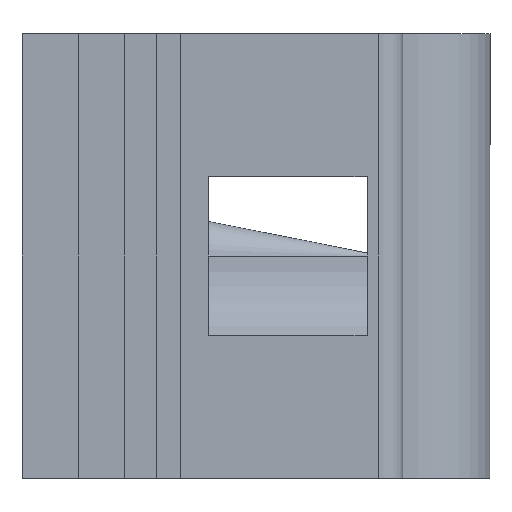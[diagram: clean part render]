
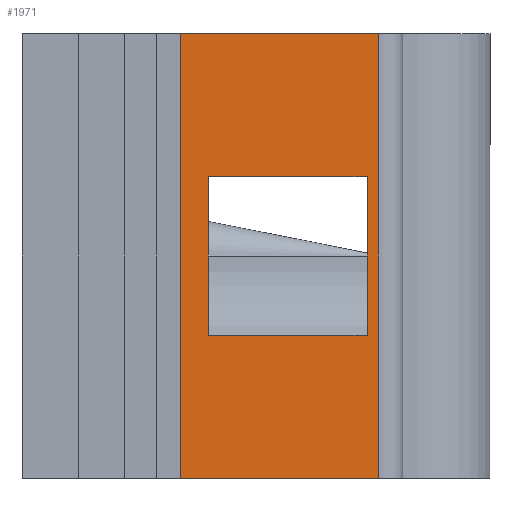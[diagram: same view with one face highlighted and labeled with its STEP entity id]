
A CAD part, front view. The second image highlights one B-rep face of the part: STEP entity #1971.
In plain terms, the highlighted planar face has unit normal (0, -1, 0).
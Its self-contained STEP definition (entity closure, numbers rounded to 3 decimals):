
#32 = PLANE('',#33);
#33 = AXIS2_PLACEMENT_3D('',#34,#35,#36);
#34 = CARTESIAN_POINT('',(-17.51,10.472,
    0.));
#35 = DIRECTION('',(0.,0.,-1.));
#36 = DIRECTION('',(-1.,0.,0.));
#202 = VERTEX_POINT('',#203);
#203 = CARTESIAN_POINT('',(-3.,-22.5,0.));
#218 = CYLINDRICAL_SURFACE('',#219,3.);
#219 = AXIS2_PLACEMENT_3D('',#220,#221,#222);
#220 = CARTESIAN_POINT('',(-3.,-19.5,0.));
#221 = DIRECTION('',(0.,0.,1.));
#222 = DIRECTION('',(1.,0.,0.));
#230 = EDGE_CURVE('',#202,#231,#233,.T.);
#231 = VERTEX_POINT('',#232);
#232 = CARTESIAN_POINT('',(-28.,-22.5,0.));
#233 = SURFACE_CURVE('',#234,(#238,#245),.PCURVE_S1.);
#234 = LINE('',#235,#236);
#235 = CARTESIAN_POINT('',(0.,-22.5,0.)
  );
#236 = VECTOR('',#237,1.);
#237 = DIRECTION('',(-1.,0.,0.));
#238 = PCURVE('',#32,#239);
#239 = DEFINITIONAL_REPRESENTATION('',(#240),#244);
#240 = LINE('',#241,#242);
#241 = CARTESIAN_POINT('',(-17.51,-32.972));
#242 = VECTOR('',#243,1.);
#243 = DIRECTION('',(1.,0.));
#244 = ( GEOMETRIC_REPRESENTATION_CONTEXT(2) 
PARAMETRIC_REPRESENTATION_CONTEXT() REPRESENTATION_CONTEXT('2D SPACE',''
  ) );
#245 = PCURVE('',#246,#251);
#246 = PLANE('',#247);
#247 = AXIS2_PLACEMENT_3D('',#248,#249,#250);
#248 = CARTESIAN_POINT('',(0.,-22.5,0.)
  );
#249 = DIRECTION('',(0.,-1.,0.));
#250 = DIRECTION('',(-1.,0.,0.));
#251 = DEFINITIONAL_REPRESENTATION('',(#252),#256);
#252 = LINE('',#253,#254);
#253 = CARTESIAN_POINT('',(0.,0.));
#254 = VECTOR('',#255,1.);
#255 = DIRECTION('',(1.,0.));
#256 = ( GEOMETRIC_REPRESENTATION_CONTEXT(2) 
PARAMETRIC_REPRESENTATION_CONTEXT() REPRESENTATION_CONTEXT('2D SPACE',''
  ) );
#274 = PLANE('',#275);
#275 = AXIS2_PLACEMENT_3D('',#276,#277,#278);
#276 = CARTESIAN_POINT('',(-28.,-22.5,0.));
#277 = DIRECTION('',(-1.,0.,0.));
#278 = DIRECTION('',(0.,1.,0.));
#961 = PLANE('',#962);
#962 = AXIS2_PLACEMENT_3D('',#963,#964,#965);
#963 = CARTESIAN_POINT('',(-17.51,10.472,56.));
#964 = DIRECTION('',(0.,0.,-1.));
#965 = DIRECTION('',(-1.,0.,0.));
#1877 = EDGE_CURVE('',#202,#1878,#1880,.T.);
#1878 = VERTEX_POINT('',#1879);
#1879 = CARTESIAN_POINT('',(-3.,-22.5,56.));
#1880 = SURFACE_CURVE('',#1881,(#1885,#1892),.PCURVE_S1.);
#1881 = LINE('',#1882,#1883);
#1882 = CARTESIAN_POINT('',(-3.,-22.5,0.));
#1883 = VECTOR('',#1884,1.);
#1884 = DIRECTION('',(0.,0.,1.));
#1885 = PCURVE('',#218,#1886);
#1886 = DEFINITIONAL_REPRESENTATION('',(#1887),#1891);
#1887 = LINE('',#1888,#1889);
#1888 = CARTESIAN_POINT('',(-1.571,0.));
#1889 = VECTOR('',#1890,1.);
#1890 = DIRECTION('',(-0.,1.));
#1891 = ( GEOMETRIC_REPRESENTATION_CONTEXT(2) 
PARAMETRIC_REPRESENTATION_CONTEXT() REPRESENTATION_CONTEXT('2D SPACE',''
  ) );
#1892 = PCURVE('',#246,#1893);
#1893 = DEFINITIONAL_REPRESENTATION('',(#1894),#1898);
#1894 = LINE('',#1895,#1896);
#1895 = CARTESIAN_POINT('',(3.,0.));
#1896 = VECTOR('',#1897,1.);
#1897 = DIRECTION('',(0.,-1.));
#1898 = ( GEOMETRIC_REPRESENTATION_CONTEXT(2) 
PARAMETRIC_REPRESENTATION_CONTEXT() REPRESENTATION_CONTEXT('2D SPACE',''
  ) );
#1971 = ADVANCED_FACE('',(#1972,#2020),#246,.T.);
#1972 = FACE_BOUND('',#1973,.T.);
#1973 = EDGE_LOOP('',(#1974,#1975,#1976,#1999));
#1974 = ORIENTED_EDGE('',*,*,#230,.F.);
#1975 = ORIENTED_EDGE('',*,*,#1877,.T.);
#1976 = ORIENTED_EDGE('',*,*,#1977,.T.);
#1977 = EDGE_CURVE('',#1878,#1978,#1980,.T.);
#1978 = VERTEX_POINT('',#1979);
#1979 = CARTESIAN_POINT('',(-28.,-22.5,56.));
#1980 = SURFACE_CURVE('',#1981,(#1985,#1992),.PCURVE_S1.);
#1981 = LINE('',#1982,#1983);
#1982 = CARTESIAN_POINT('',(0.,-22.5,56.));
#1983 = VECTOR('',#1984,1.);
#1984 = DIRECTION('',(-1.,0.,0.));
#1985 = PCURVE('',#246,#1986);
#1986 = DEFINITIONAL_REPRESENTATION('',(#1987),#1991);
#1987 = LINE('',#1988,#1989);
#1988 = CARTESIAN_POINT('',(0.,-56.));
#1989 = VECTOR('',#1990,1.);
#1990 = DIRECTION('',(1.,0.));
#1991 = ( GEOMETRIC_REPRESENTATION_CONTEXT(2) 
PARAMETRIC_REPRESENTATION_CONTEXT() REPRESENTATION_CONTEXT('2D SPACE',''
  ) );
#1992 = PCURVE('',#961,#1993);
#1993 = DEFINITIONAL_REPRESENTATION('',(#1994),#1998);
#1994 = LINE('',#1995,#1996);
#1995 = CARTESIAN_POINT('',(-17.51,-32.972));
#1996 = VECTOR('',#1997,1.);
#1997 = DIRECTION('',(1.,0.));
#1998 = ( GEOMETRIC_REPRESENTATION_CONTEXT(2) 
PARAMETRIC_REPRESENTATION_CONTEXT() REPRESENTATION_CONTEXT('2D SPACE',''
  ) );
#1999 = ORIENTED_EDGE('',*,*,#2000,.F.);
#2000 = EDGE_CURVE('',#231,#1978,#2001,.T.);
#2001 = SURFACE_CURVE('',#2002,(#2006,#2013),.PCURVE_S1.);
#2002 = LINE('',#2003,#2004);
#2003 = CARTESIAN_POINT('',(-28.,-22.5,0.));
#2004 = VECTOR('',#2005,1.);
#2005 = DIRECTION('',(0.,0.,1.));
#2006 = PCURVE('',#246,#2007);
#2007 = DEFINITIONAL_REPRESENTATION('',(#2008),#2012);
#2008 = LINE('',#2009,#2010);
#2009 = CARTESIAN_POINT('',(28.,0.));
#2010 = VECTOR('',#2011,1.);
#2011 = DIRECTION('',(0.,-1.));
#2012 = ( GEOMETRIC_REPRESENTATION_CONTEXT(2) 
PARAMETRIC_REPRESENTATION_CONTEXT() REPRESENTATION_CONTEXT('2D SPACE',''
  ) );
#2013 = PCURVE('',#274,#2014);
#2014 = DEFINITIONAL_REPRESENTATION('',(#2015),#2019);
#2015 = LINE('',#2016,#2017);
#2016 = CARTESIAN_POINT('',(0.,0.));
#2017 = VECTOR('',#2018,1.);
#2018 = DIRECTION('',(0.,-1.));
#2019 = ( GEOMETRIC_REPRESENTATION_CONTEXT(2) 
PARAMETRIC_REPRESENTATION_CONTEXT() REPRESENTATION_CONTEXT('2D SPACE',''
  ) );
#2020 = FACE_BOUND('',#2021,.T.);
#2021 = EDGE_LOOP('',(#2022,#2052,#2080,#2108));
#2022 = ORIENTED_EDGE('',*,*,#2023,.T.);
#2023 = EDGE_CURVE('',#2024,#2026,#2028,.T.);
#2024 = VERTEX_POINT('',#2025);
#2025 = CARTESIAN_POINT('',(-24.5,-22.5,18.));
#2026 = VERTEX_POINT('',#2027);
#2027 = CARTESIAN_POINT('',(-24.5,-22.5,38.));
#2028 = SURFACE_CURVE('',#2029,(#2033,#2040),.PCURVE_S1.);
#2029 = LINE('',#2030,#2031);
#2030 = CARTESIAN_POINT('',(-24.5,-22.5,9.));
#2031 = VECTOR('',#2032,1.);
#2032 = DIRECTION('',(0.,0.,1.));
#2033 = PCURVE('',#246,#2034);
#2034 = DEFINITIONAL_REPRESENTATION('',(#2035),#2039);
#2035 = LINE('',#2036,#2037);
#2036 = CARTESIAN_POINT('',(24.5,-9.));
#2037 = VECTOR('',#2038,1.);
#2038 = DIRECTION('',(0.,-1.));
#2039 = ( GEOMETRIC_REPRESENTATION_CONTEXT(2) 
PARAMETRIC_REPRESENTATION_CONTEXT() REPRESENTATION_CONTEXT('2D SPACE',''
  ) );
#2040 = PCURVE('',#2041,#2046);
#2041 = PLANE('',#2042);
#2042 = AXIS2_PLACEMENT_3D('',#2043,#2044,#2045);
#2043 = CARTESIAN_POINT('',(-24.5,-23.,18.));
#2044 = DIRECTION('',(1.,0.,0.));
#2045 = DIRECTION('',(0.,0.,1.));
#2046 = DEFINITIONAL_REPRESENTATION('',(#2047),#2051);
#2047 = LINE('',#2048,#2049);
#2048 = CARTESIAN_POINT('',(-9.,-0.5));
#2049 = VECTOR('',#2050,1.);
#2050 = DIRECTION('',(1.,0.));
#2051 = ( GEOMETRIC_REPRESENTATION_CONTEXT(2) 
PARAMETRIC_REPRESENTATION_CONTEXT() REPRESENTATION_CONTEXT('2D SPACE',''
  ) );
#2052 = ORIENTED_EDGE('',*,*,#2053,.T.);
#2053 = EDGE_CURVE('',#2026,#2054,#2056,.T.);
#2054 = VERTEX_POINT('',#2055);
#2055 = CARTESIAN_POINT('',(-4.5,-22.5,38.));
#2056 = SURFACE_CURVE('',#2057,(#2061,#2068),.PCURVE_S1.);
#2057 = LINE('',#2058,#2059);
#2058 = CARTESIAN_POINT('',(-12.25,-22.5,38.));
#2059 = VECTOR('',#2060,1.);
#2060 = DIRECTION('',(1.,0.,0.));
#2061 = PCURVE('',#246,#2062);
#2062 = DEFINITIONAL_REPRESENTATION('',(#2063),#2067);
#2063 = LINE('',#2064,#2065);
#2064 = CARTESIAN_POINT('',(12.25,-38.));
#2065 = VECTOR('',#2066,1.);
#2066 = DIRECTION('',(-1.,0.));
#2067 = ( GEOMETRIC_REPRESENTATION_CONTEXT(2) 
PARAMETRIC_REPRESENTATION_CONTEXT() REPRESENTATION_CONTEXT('2D SPACE',''
  ) );
#2068 = PCURVE('',#2069,#2074);
#2069 = PLANE('',#2070);
#2070 = AXIS2_PLACEMENT_3D('',#2071,#2072,#2073);
#2071 = CARTESIAN_POINT('',(-24.5,-23.,38.));
#2072 = DIRECTION('',(0.,0.,-1.));
#2073 = DIRECTION('',(1.,0.,0.));
#2074 = DEFINITIONAL_REPRESENTATION('',(#2075),#2079);
#2075 = LINE('',#2076,#2077);
#2076 = CARTESIAN_POINT('',(12.25,-0.5));
#2077 = VECTOR('',#2078,1.);
#2078 = DIRECTION('',(1.,0.));
#2079 = ( GEOMETRIC_REPRESENTATION_CONTEXT(2) 
PARAMETRIC_REPRESENTATION_CONTEXT() REPRESENTATION_CONTEXT('2D SPACE',''
  ) );
#2080 = ORIENTED_EDGE('',*,*,#2081,.T.);
#2081 = EDGE_CURVE('',#2054,#2082,#2084,.T.);
#2082 = VERTEX_POINT('',#2083);
#2083 = CARTESIAN_POINT('',(-4.5,-22.5,18.));
#2084 = SURFACE_CURVE('',#2085,(#2089,#2096),.PCURVE_S1.);
#2085 = LINE('',#2086,#2087);
#2086 = CARTESIAN_POINT('',(-4.5,-22.5,19.));
#2087 = VECTOR('',#2088,1.);
#2088 = DIRECTION('',(0.,0.,-1.));
#2089 = PCURVE('',#246,#2090);
#2090 = DEFINITIONAL_REPRESENTATION('',(#2091),#2095);
#2091 = LINE('',#2092,#2093);
#2092 = CARTESIAN_POINT('',(4.5,-19.));
#2093 = VECTOR('',#2094,1.);
#2094 = DIRECTION('',(0.,1.));
#2095 = ( GEOMETRIC_REPRESENTATION_CONTEXT(2) 
PARAMETRIC_REPRESENTATION_CONTEXT() REPRESENTATION_CONTEXT('2D SPACE',''
  ) );
#2096 = PCURVE('',#2097,#2102);
#2097 = PLANE('',#2098);
#2098 = AXIS2_PLACEMENT_3D('',#2099,#2100,#2101);
#2099 = CARTESIAN_POINT('',(-4.5,-23.,38.));
#2100 = DIRECTION('',(-1.,0.,0.));
#2101 = DIRECTION('',(0.,0.,-1.));
#2102 = DEFINITIONAL_REPRESENTATION('',(#2103),#2107);
#2103 = LINE('',#2104,#2105);
#2104 = CARTESIAN_POINT('',(19.,-0.5));
#2105 = VECTOR('',#2106,1.);
#2106 = DIRECTION('',(1.,0.));
#2107 = ( GEOMETRIC_REPRESENTATION_CONTEXT(2) 
PARAMETRIC_REPRESENTATION_CONTEXT() REPRESENTATION_CONTEXT('2D SPACE',''
  ) );
#2108 = ORIENTED_EDGE('',*,*,#2109,.T.);
#2109 = EDGE_CURVE('',#2082,#2024,#2110,.T.);
#2110 = SURFACE_CURVE('',#2111,(#2115,#2122),.PCURVE_S1.);
#2111 = LINE('',#2112,#2113);
#2112 = CARTESIAN_POINT('',(-2.25,-22.5,18.));
#2113 = VECTOR('',#2114,1.);
#2114 = DIRECTION('',(-1.,0.,0.));
#2115 = PCURVE('',#246,#2116);
#2116 = DEFINITIONAL_REPRESENTATION('',(#2117),#2121);
#2117 = LINE('',#2118,#2119);
#2118 = CARTESIAN_POINT('',(2.25,-18.));
#2119 = VECTOR('',#2120,1.);
#2120 = DIRECTION('',(1.,0.));
#2121 = ( GEOMETRIC_REPRESENTATION_CONTEXT(2) 
PARAMETRIC_REPRESENTATION_CONTEXT() REPRESENTATION_CONTEXT('2D SPACE',''
  ) );
#2122 = PCURVE('',#2123,#2128);
#2123 = PLANE('',#2124);
#2124 = AXIS2_PLACEMENT_3D('',#2125,#2126,#2127);
#2125 = CARTESIAN_POINT('',(-4.5,-23.,18.));
#2126 = DIRECTION('',(0.,0.,1.));
#2127 = DIRECTION('',(-1.,0.,0.));
#2128 = DEFINITIONAL_REPRESENTATION('',(#2129),#2133);
#2129 = LINE('',#2130,#2131);
#2130 = CARTESIAN_POINT('',(-2.25,-0.5));
#2131 = VECTOR('',#2132,1.);
#2132 = DIRECTION('',(1.,0.));
#2133 = ( GEOMETRIC_REPRESENTATION_CONTEXT(2) 
PARAMETRIC_REPRESENTATION_CONTEXT() REPRESENTATION_CONTEXT('2D SPACE',''
  ) );
